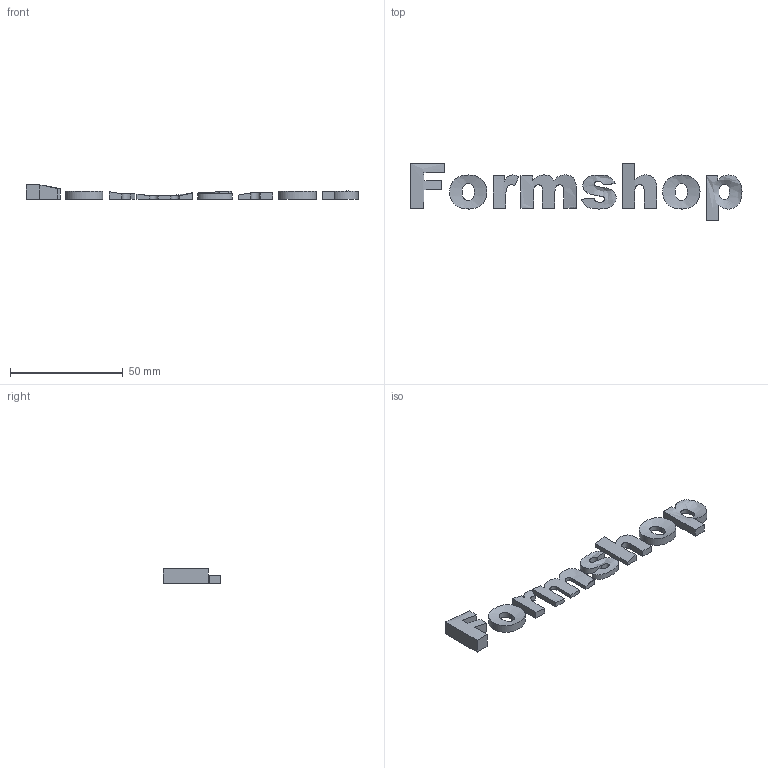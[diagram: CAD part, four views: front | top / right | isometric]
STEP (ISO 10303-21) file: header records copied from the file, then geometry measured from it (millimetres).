
FILE_DESCRIPTION(/* description */ (''),/* implementation_level */ '2;1');
FILE_NAME(/* name */ 'formshop',/* time_stamp */ '2023-11-10T21:50:15+08:00',/* author */ (''),/* organization */ (''),/* preprocessor_version */ 'ST-DEVELOPER v16.5',/* originating_system */ 'Rhino 7.21',/* authorisation */ '');
FILE_SCHEMA (('CONFIG_CONTROL_DESIGN'));
Length unit declared in the file: millimetre
Products named in the file (1): Document
Bounding box: 147.53 x 25.51 x 6.53 mm (x, y, z)
Volume: 4625.5 mm3; surface area: 5130.2 mm2
Topology: 8 solids, 8 shells, 83 faces, 212 edges, 145 vertices
Faces by surface type: plane 50, bspline 33
Entity records: 4577 total; most frequent: CARTESIAN_POINT 3072, ORIENTED_EDGE 402, B_SPLINE_CURVE_WITH_KNOTS 212, EDGE_CURVE 201, VERTEX_POINT 134, EDGE_LOOP 89, ADVANCED_FACE 83, FACE_OUTER_BOUND 83
